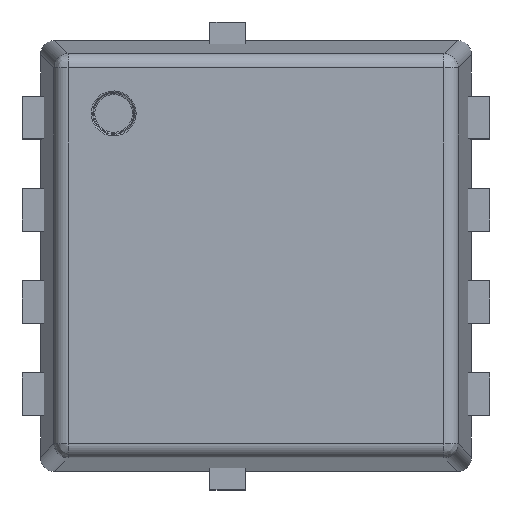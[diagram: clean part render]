
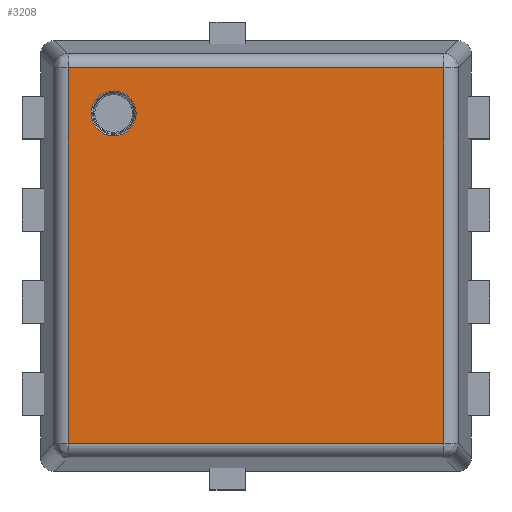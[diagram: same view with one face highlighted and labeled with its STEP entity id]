
A CAD part, top view. The second image highlights one B-rep face of the part: STEP entity #3208.
In plain terms, the highlighted planar face has unit normal (0, 0, 1).
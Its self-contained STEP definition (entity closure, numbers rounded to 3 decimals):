
#52 = VERTEX_POINT ( 'NONE', #1566 ) ;
#55 = CARTESIAN_POINT ( 'NONE',  ( -0.923, 0.861, 1.04 ) ) ;
#88 = DIRECTION ( 'NONE',  ( 1., 0., 0. ) ) ;
#114 = EDGE_LOOP ( 'NONE', ( #346, #2454, #1919, #1512 ) ) ;
#115 = DIRECTION ( 'NONE',  ( -1., 0., 0. ) ) ;
#149 = LINE ( 'NONE', #431, #218 ) ;
#178 = B_SPLINE_CURVE_WITH_KNOTS ( 'NONE', 3,
 ( #623, #2356, #337, #1208, #1757, #2604, #2570, #1493, #2339, #2585 ),
 .UNSPECIFIED., .F., .F.,
 ( 4, 2, 2, 2, 4 ),
 ( 0.5, 0.625, 0.75, 0.875, 1. ),
 .UNSPECIFIED. ) ;
#218 = VECTOR ( 'NONE', #115, 1000. ) ;
#293 = CARTESIAN_POINT ( 'NONE',  ( -0.846, 1.004, 1.04 ) ) ;
#337 = CARTESIAN_POINT ( 'NONE',  ( -1.147, 1.085, 1.04 ) ) ;
#346 = ORIENTED_EDGE ( 'NONE', *, *, #3312, .T. ) ;
#364 = EDGE_CURVE ( 'NONE', #388, #3429, #178, .T. ) ;
#388 = VERTEX_POINT ( 'NONE', #2043 ) ;
#420 = EDGE_CURVE ( 'NONE', #52, #3172, #149, .T. ) ;
#431 = CARTESIAN_POINT ( 'NONE',  ( 0., 1.326, 1.04 ) ) ;
#552 = DIRECTION ( 'NONE',  ( 0., 0., 1. ) ) ;
#623 = CARTESIAN_POINT ( 'NONE',  ( -1.162, 1.004, 1.04 ) ) ;
#699 = CARTESIAN_POINT ( 'NONE',  ( -0.846, 1.004, 1.04 ) ) ;
#718 = EDGE_CURVE ( 'NONE', #3429, #388, #2789, .T. ) ;
#880 = VECTOR ( 'NONE', #1014, 1000. ) ;
#913 = EDGE_CURVE ( 'NONE', #3054, #52, #1611, .T. ) ;
#917 = CARTESIAN_POINT ( 'NONE',  ( -1.162, 0.961, 1.04 ) ) ;
#1014 = DIRECTION ( 'NONE',  ( 0., 1., 0. ) ) ;
#1058 = CARTESIAN_POINT ( 'NONE',  ( -1.326, 0., 1.04 ) ) ;
#1143 = CARTESIAN_POINT ( 'NONE',  ( -1.147, 0.923, 1.04 ) ) ;
#1150 = FACE_BOUND ( 'NONE', #3158, .T. ) ;
#1201 = VECTOR ( 'NONE', #1365, 1000. ) ;
#1208 = CARTESIAN_POINT ( 'NONE',  ( -1.085, 1.147, 1.04 ) ) ;
#1365 = DIRECTION ( 'NONE',  ( 0., -1., 0. ) ) ;
#1423 = FACE_OUTER_BOUND ( 'NONE', #114, .T. ) ;
#1493 = CARTESIAN_POINT ( 'NONE',  ( -0.861, 1.085, 1.04 ) ) ;
#1507 = CARTESIAN_POINT ( 'NONE',  ( -0.861, 0.923, 1.04 ) ) ;
#1512 = ORIENTED_EDGE ( 'NONE', *, *, #2328, .T. ) ;
#1536 = CARTESIAN_POINT ( 'NONE',  ( 0., -1.326, 1.04 ) ) ;
#1566 = CARTESIAN_POINT ( 'NONE',  ( 1.326, 1.326, 1.04 ) ) ;
#1611 = LINE ( 'NONE', #2664, #880 ) ;
#1704 = DIRECTION ( 'NONE',  ( 1., 0., 0. ) ) ;
#1743 = CARTESIAN_POINT ( 'NONE',  ( 0., 0., 1.04 ) ) ;
#1757 = CARTESIAN_POINT ( 'NONE',  ( -1.047, 1.162, 1.04 ) ) ;
#1806 = CARTESIAN_POINT ( 'NONE',  ( -0.846, 0.96, 1.04 ) ) ;
#1919 = ORIENTED_EDGE ( 'NONE', *, *, #420, .T. ) ;
#1941 = ORIENTED_EDGE ( 'NONE', *, *, #718, .T. ) ;
#1991 = CARTESIAN_POINT ( 'NONE',  ( -1.326, 1.326, 1.04 ) ) ;
#2043 = CARTESIAN_POINT ( 'NONE',  ( -1.162, 1.004, 1.04 ) ) ;
#2166 = LINE ( 'NONE', #1058, #1201 ) ;
#2190 = VERTEX_POINT ( 'NONE', #2279 ) ;
#2275 = VECTOR ( 'NONE', #88, 1000. ) ;
#2279 = CARTESIAN_POINT ( 'NONE',  ( -1.326, -1.326, 1.04 ) ) ;
#2328 = EDGE_CURVE ( 'NONE', #3172, #2190, #2166, .T. ) ;
#2334 = CARTESIAN_POINT ( 'NONE',  ( -0.961, 0.846, 1.04 ) ) ;
#2339 = CARTESIAN_POINT ( 'NONE',  ( -0.846, 1.048, 1.04 ) ) ;
#2356 = CARTESIAN_POINT ( 'NONE',  ( -1.162, 1.047, 1.04 ) ) ;
#2454 = ORIENTED_EDGE ( 'NONE', *, *, #913, .T. ) ;
#2570 = CARTESIAN_POINT ( 'NONE',  ( -0.923, 1.147, 1.04 ) ) ;
#2585 = CARTESIAN_POINT ( 'NONE',  ( -0.846, 1.004, 1.04 ) ) ;
#2604 = CARTESIAN_POINT ( 'NONE',  ( -0.961, 1.162, 1.04 ) ) ;
#2650 = ORIENTED_EDGE ( 'NONE', *, *, #364, .T. ) ;
#2664 = CARTESIAN_POINT ( 'NONE',  ( 1.326, 0., 1.04 ) ) ;
#2789 = B_SPLINE_CURVE_WITH_KNOTS ( 'NONE', 3,
 ( #293, #1806, #1507, #55, #2334, #3436, #2902, #1143, #917, #3649 ),
 .UNSPECIFIED., .F., .F.,
 ( 4, 2, 2, 2, 4 ),
 ( 0., 0.125, 0.25, 0.375, 0.5 ),
 .UNSPECIFIED. ) ;
#2869 = LINE ( 'NONE', #1536, #2275 ) ;
#2902 = CARTESIAN_POINT ( 'NONE',  ( -1.085, 0.861, 1.04 ) ) ;
#2913 = CARTESIAN_POINT ( 'NONE',  ( 1.326, -1.326, 1.04 ) ) ;
#3054 = VERTEX_POINT ( 'NONE', #2913 ) ;
#3082 = AXIS2_PLACEMENT_3D ( 'NONE', #1743, #552, #1704 ) ;
#3158 = EDGE_LOOP ( 'NONE', ( #1941, #2650 ) ) ;
#3172 = VERTEX_POINT ( 'NONE', #1991 ) ;
#3208 = ADVANCED_FACE ( 'NONE', ( #1150, #1423 ), #3355, .T. ) ;
#3312 = EDGE_CURVE ( 'NONE', #2190, #3054, #2869, .T. ) ;
#3355 = PLANE ( 'NONE',  #3082 ) ;
#3429 = VERTEX_POINT ( 'NONE', #699 ) ;
#3436 = CARTESIAN_POINT ( 'NONE',  ( -1.047, 0.845, 1.04 ) ) ;
#3649 = CARTESIAN_POINT ( 'NONE',  ( -1.162, 1.004, 1.04 ) ) ;
